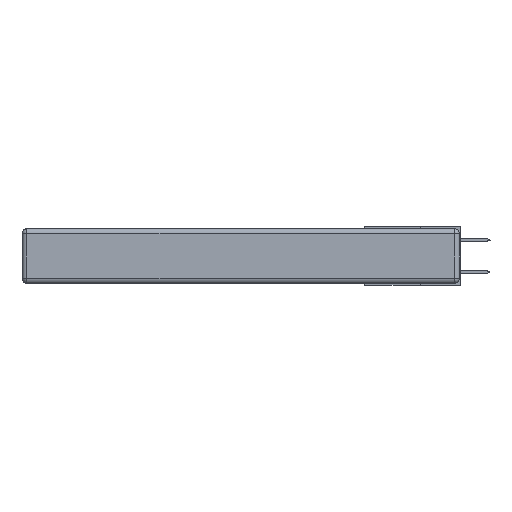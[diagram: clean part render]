
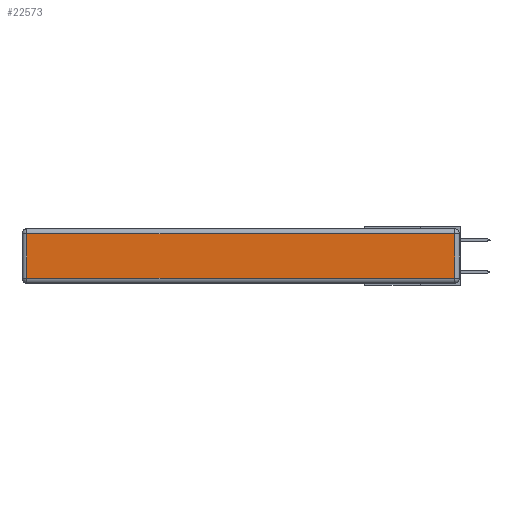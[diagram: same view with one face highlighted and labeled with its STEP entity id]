
A CAD part, left-side view. The second image highlights one B-rep face of the part: STEP entity #22573.
In plain terms, the highlighted planar face has unit normal (-1, 0, 0).
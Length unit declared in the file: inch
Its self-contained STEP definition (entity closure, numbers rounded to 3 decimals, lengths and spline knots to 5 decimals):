
#190 = CARTESIAN_POINT ( 'NONE',  ( 0., 2.72, -0.03 ) ) ;
#712 = VECTOR ( 'NONE', #12189, 39.37008 ) ;
#728 = DIRECTION ( 'NONE',  ( -1., 0., 0. ) ) ;
#2870 = EDGE_CURVE ( 'NONE', #15021, #6504, #18728, .T. ) ;
#3464 = CARTESIAN_POINT ( 'NONE',  ( 0., 0.03, -0.03 ) ) ;
#4642 = VERTEX_POINT ( 'NONE', #28198 ) ;
#5276 = FACE_OUTER_BOUND ( 'NONE', #20170, .T. ) ;
#5425 = VECTOR ( 'NONE', #31396, 39.37008 ) ;
#6504 = VERTEX_POINT ( 'NONE', #190 ) ;
#7575 = ORIENTED_EDGE ( 'NONE', *, *, #2870, .T. ) ;
#7576 = LINE ( 'NONE', #26792, #712 ) ;
#7973 = PLANE ( 'NONE',  #14443 ) ;
#8176 = DIRECTION ( 'NONE',  ( 0., 0., -1. ) ) ;
#10857 = CARTESIAN_POINT ( 'NONE',  ( 0., 2.72, -0.343 ) ) ;
#12189 = DIRECTION ( 'NONE',  ( 0., 0., 1. ) ) ;
#12522 = CARTESIAN_POINT ( 'NONE',  ( 0., 0., -0.343 ) ) ;
#14443 = AXIS2_PLACEMENT_3D ( 'NONE', #12522, #728, #17703 ) ;
#15021 = VERTEX_POINT ( 'NONE', #3464 ) ;
#15660 = LINE ( 'NONE', #26445, #5425 ) ;
#17169 = VECTOR ( 'NONE', #21800, 39.37008 ) ;
#17703 = DIRECTION ( 'NONE',  ( 0., 0., 1. ) ) ;
#18510 = ORIENTED_EDGE ( 'NONE', *, *, #20711, .T. ) ;
#18728 = LINE ( 'NONE', #19248, #17169 ) ;
#19248 = CARTESIAN_POINT ( 'NONE',  ( 0., 2.75, -0.03 ) ) ;
#20170 = EDGE_LOOP ( 'NONE', ( #18510, #24730, #7575, #27385 ) ) ;
#20711 = EDGE_CURVE ( 'NONE', #4642, #30912, #15660, .T. ) ;
#21546 = CARTESIAN_POINT ( 'NONE',  ( 0., 0.03, -0.313 ) ) ;
#21591 = VECTOR ( 'NONE', #8176, 39.37008 ) ;
#21800 = DIRECTION ( 'NONE',  ( 0., 1., 0. ) ) ;
#22573 = ADVANCED_FACE ( 'NONE', ( #5276 ), #7973, .T. ) ;
#24730 = ORIENTED_EDGE ( 'NONE', *, *, #28905, .T. ) ;
#26445 = CARTESIAN_POINT ( 'NONE',  ( 0., 0., -0.313 ) ) ;
#26792 = CARTESIAN_POINT ( 'NONE',  ( 0., 0.03, -0.343 ) ) ;
#27385 = ORIENTED_EDGE ( 'NONE', *, *, #29163, .T. ) ;
#28198 = CARTESIAN_POINT ( 'NONE',  ( 0., 2.72, -0.313 ) ) ;
#28905 = EDGE_CURVE ( 'NONE', #30912, #15021, #7576, .T. ) ;
#29163 = EDGE_CURVE ( 'NONE', #6504, #4642, #30463, .T. ) ;
#30463 = LINE ( 'NONE', #10857, #21591 ) ;
#30912 = VERTEX_POINT ( 'NONE', #21546 ) ;
#31396 = DIRECTION ( 'NONE',  ( 0., -1., 0. ) ) ;
